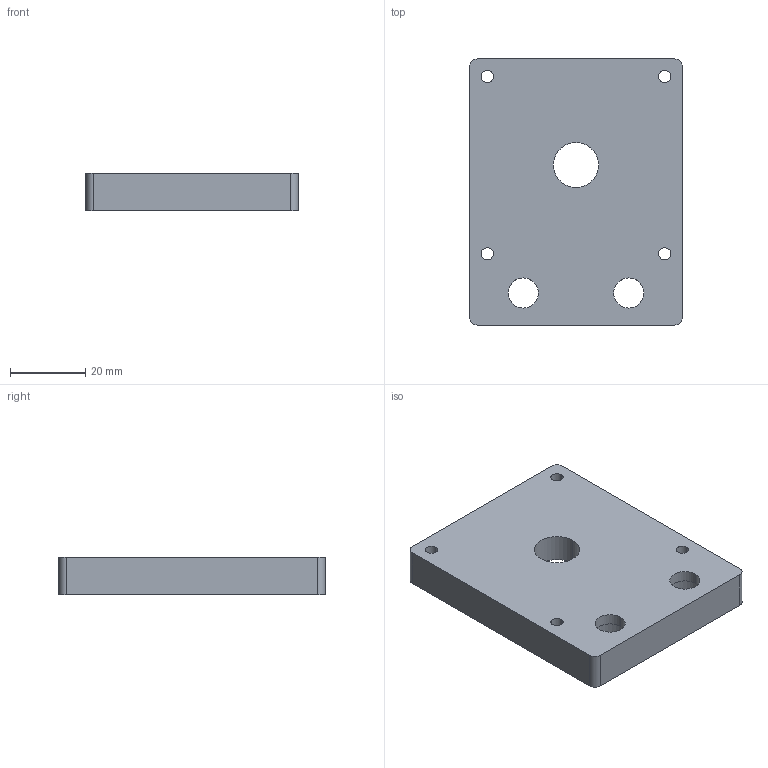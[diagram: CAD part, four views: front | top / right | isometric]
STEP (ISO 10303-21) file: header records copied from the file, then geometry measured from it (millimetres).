
FILE_DESCRIPTION (( 'STEP AP203' ), '1' );
FILE_NAME ('ZTY-104010_Default_sldprt.STEP', '2021-04-17T06:21:57', ( '' ), ( '' ), 'SwSTEP 2.0', 'SolidWorks 2013', '' );
FILE_SCHEMA (( 'CONFIG_CONTROL_DESIGN' ));
Length unit declared in the file: millimetre
Products named in the file (1): ZTY-104010_Default_sldprt
Bounding box: 56.4 x 70.7 x 10 mm (x, y, z)
Volume: 34179.7 mm3; surface area: 11606.4 mm2
Topology: 1 solids, 1 shells, 33 faces, 84 edges, 56 vertices
Faces by surface type: cylinder 24, plane 9
Entity records: 1131 total; most frequent: DIRECTION 200, CARTESIAN_POINT 174, ORIENTED_EDGE 168, EDGE_CURVE 84, AXIS2_PLACEMENT_3D 82, VERTEX_POINT 56, EDGE_LOOP 50, CIRCLE 48
